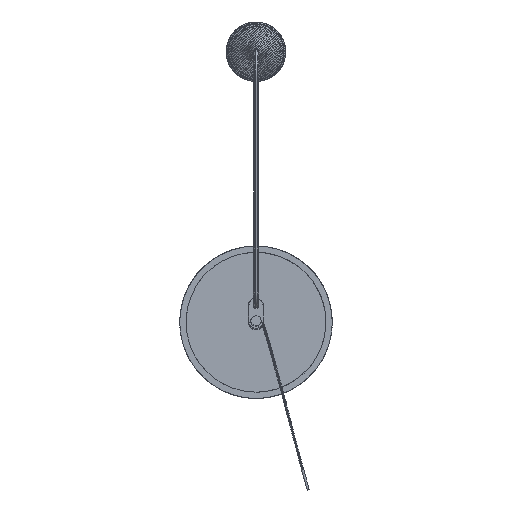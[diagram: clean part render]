
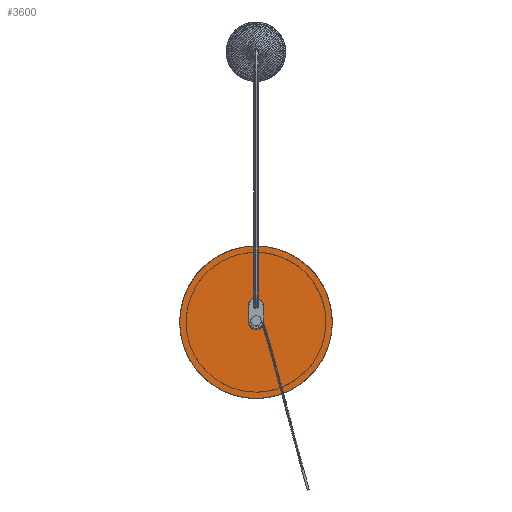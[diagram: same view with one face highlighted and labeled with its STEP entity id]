
A CAD part, top view. The second image highlights one B-rep face of the part: STEP entity #3600.
In plain terms, the highlighted planar face has unit normal (0, 0, 1).
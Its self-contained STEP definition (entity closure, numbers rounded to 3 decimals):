
#92=FACE_BOUND('',#4200,.T.);
#3108=B_SPLINE_CURVE_WITH_KNOTS('',1,(#33205,#33206),.UNSPECIFIED.,.F.,
 .F.,(2,2),(0.,0.017),.UNSPECIFIED.);
#3109=B_SPLINE_CURVE_WITH_KNOTS('',1,(#33207,#33208),.UNSPECIFIED.,.F.,
 .F.,(2,2),(0.,6.767),.UNSPECIFIED.);
#3110=B_SPLINE_CURVE_WITH_KNOTS('',1,(#33209,#33210),.UNSPECIFIED.,.F.,
 .F.,(2,2),(0.,0.017),.UNSPECIFIED.);
#3111=B_SPLINE_CURVE_WITH_KNOTS('',1,(#33216,#33217),.UNSPECIFIED.,.F.,
 .F.,(2,2),(0.,0.017),.UNSPECIFIED.);
#3112=B_SPLINE_CURVE_WITH_KNOTS('',1,(#33218,#33219),.UNSPECIFIED.,.F.,
 .F.,(2,2),(0.,6.767),.UNSPECIFIED.);
#3113=B_SPLINE_CURVE_WITH_KNOTS('',1,(#33220,#33221),.UNSPECIFIED.,.F.,
 .F.,(2,2),(0.,0.017),.UNSPECIFIED.);
#3600=ADVANCED_FACE('',(#3894,#92),#7266,.T.);
#3894=FACE_OUTER_BOUND('',#4199,.T.);
#4199=EDGE_LOOP('',(#5170));
#4200=EDGE_LOOP('',(#5171,#5172,#5173,#5174,#5175,#5176,#5177,#5178));
#5170=ORIENTED_EDGE('',*,*,#6034,.T.);
#5171=ORIENTED_EDGE('',*,*,#6042,.T.);
#5172=ORIENTED_EDGE('',*,*,#6035,.T.);
#5173=ORIENTED_EDGE('',*,*,#6036,.T.);
#5174=ORIENTED_EDGE('',*,*,#6037,.T.);
#5175=ORIENTED_EDGE('',*,*,#6038,.T.);
#5176=ORIENTED_EDGE('',*,*,#6039,.T.);
#5177=ORIENTED_EDGE('',*,*,#6040,.T.);
#5178=ORIENTED_EDGE('',*,*,#6041,.T.);
#6034=EDGE_CURVE('',#7080,#7080,#6537,.T.);
#6035=EDGE_CURVE('',#7081,#7082,#6538,.T.);
#6036=EDGE_CURVE('',#7082,#7083,#3108,.T.);
#6037=EDGE_CURVE('',#7083,#7084,#3109,.T.);
#6038=EDGE_CURVE('',#7084,#7085,#3110,.T.);
#6039=EDGE_CURVE('',#7085,#7086,#6539,.T.);
#6040=EDGE_CURVE('',#7086,#7087,#3111,.T.);
#6041=EDGE_CURVE('',#7087,#7088,#3112,.T.);
#6042=EDGE_CURVE('',#7088,#7081,#3113,.T.);
#6537=(
BOUNDED_CURVE()
B_SPLINE_CURVE(2,(#33191,#33192,#33193,#33194,#33195,#33196,#33197,#33198,
#33199),.UNSPECIFIED.,.T.,.F.)
B_SPLINE_CURVE_WITH_KNOTS((3,2,2,2,3),(0.,235.619,471.239,
706.858,942.478),.UNSPECIFIED.)
CURVE()
GEOMETRIC_REPRESENTATION_ITEM()
RATIONAL_B_SPLINE_CURVE((1.,0.707,1.,0.707,1.,0.707,
1.,0.707,1.))
REPRESENTATION_ITEM('')
);
#6538=(
BOUNDED_CURVE()
B_SPLINE_CURVE(2,(#33200,#33201,#33202,#33203,#33204),.UNSPECIFIED.,.F.,
 .F.)
B_SPLINE_CURVE_WITH_KNOTS((3,2,3),(0.,6.815,13.63),
 .UNSPECIFIED.)
CURVE()
GEOMETRIC_REPRESENTATION_ITEM()
RATIONAL_B_SPLINE_CURVE((1.,0.87,1.,0.87,1.))
REPRESENTATION_ITEM('')
);
#6539=(
BOUNDED_CURVE()
B_SPLINE_CURVE(2,(#33211,#33212,#33213,#33214,#33215),.UNSPECIFIED.,.F.,
 .F.)
B_SPLINE_CURVE_WITH_KNOTS((3,2,3),(0.,6.815,13.63),
 .UNSPECIFIED.)
CURVE()
GEOMETRIC_REPRESENTATION_ITEM()
RATIONAL_B_SPLINE_CURVE((1.,0.87,1.,0.87,1.))
REPRESENTATION_ITEM('')
);
#7080=VERTEX_POINT('',#33182);
#7081=VERTEX_POINT('',#33183);
#7082=VERTEX_POINT('',#33184);
#7083=VERTEX_POINT('',#33185);
#7084=VERTEX_POINT('',#33186);
#7085=VERTEX_POINT('',#33187);
#7086=VERTEX_POINT('',#33188);
#7087=VERTEX_POINT('',#33189);
#7088=VERTEX_POINT('',#33190);
#7266=PLANE('',#7709);
#7709=AXIS2_PLACEMENT_3D('',#33181,#7887,$);
#7887=DIRECTION('',(0.,0.,1.));
#33181=CARTESIAN_POINT('',(181.2,181.2,15.));
#33182=CARTESIAN_POINT('',(-150.,0.,15.));
#33183=CARTESIAN_POINT('',(5.667,-3.383,15.));
#33184=CARTESIAN_POINT('',(-5.667,-3.383,15.));
#33185=CARTESIAN_POINT('',(-5.65,-3.383,15.));
#33186=CARTESIAN_POINT('',(-5.65,3.383,15.));
#33187=CARTESIAN_POINT('',(-5.667,3.383,15.));
#33188=CARTESIAN_POINT('',(5.667,3.383,15.));
#33189=CARTESIAN_POINT('',(5.65,3.383,15.));
#33190=CARTESIAN_POINT('',(5.65,-3.383,15.));
#33191=CARTESIAN_POINT('',(-150.,0.,15.));
#33192=CARTESIAN_POINT('',(-150.,-150.,15.));
#33193=CARTESIAN_POINT('',(0.,-150.,15.));
#33194=CARTESIAN_POINT('',(150.,-150.,15.));
#33195=CARTESIAN_POINT('',(150.,0.,15.));
#33196=CARTESIAN_POINT('',(150.,150.,15.));
#33197=CARTESIAN_POINT('',(0.,150.,15.));
#33198=CARTESIAN_POINT('',(-150.,150.,15.));
#33199=CARTESIAN_POINT('',(-150.,0.,15.));
#33200=CARTESIAN_POINT('',(5.667,-3.383,15.));
#33201=CARTESIAN_POINT('',(3.746,-6.6,15.));
#33202=CARTESIAN_POINT('',(0.,-6.6,15.));
#33203=CARTESIAN_POINT('',(-3.746,-6.6,15.));
#33204=CARTESIAN_POINT('',(-5.667,-3.383,15.));
#33205=CARTESIAN_POINT('',(-5.667,-3.383,15.));
#33206=CARTESIAN_POINT('',(-5.65,-3.383,15.));
#33207=CARTESIAN_POINT('',(-5.65,-3.383,15.));
#33208=CARTESIAN_POINT('',(-5.65,3.383,15.));
#33209=CARTESIAN_POINT('',(-5.65,3.383,15.));
#33210=CARTESIAN_POINT('',(-5.667,3.383,15.));
#33211=CARTESIAN_POINT('',(-5.667,3.383,15.));
#33212=CARTESIAN_POINT('',(-3.746,6.6,15.));
#33213=CARTESIAN_POINT('',(0.,6.6,15.));
#33214=CARTESIAN_POINT('',(3.746,6.6,15.));
#33215=CARTESIAN_POINT('',(5.667,3.383,15.));
#33216=CARTESIAN_POINT('',(5.667,3.383,15.));
#33217=CARTESIAN_POINT('',(5.65,3.383,15.));
#33218=CARTESIAN_POINT('',(5.65,3.383,15.));
#33219=CARTESIAN_POINT('',(5.65,-3.383,15.));
#33220=CARTESIAN_POINT('',(5.65,-3.383,15.));
#33221=CARTESIAN_POINT('',(5.667,-3.383,15.));
